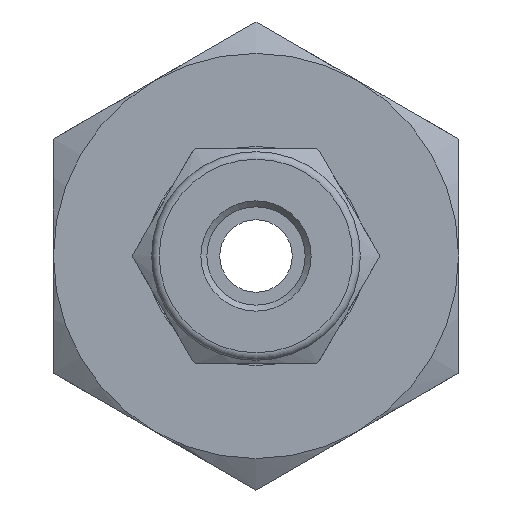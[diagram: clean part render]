
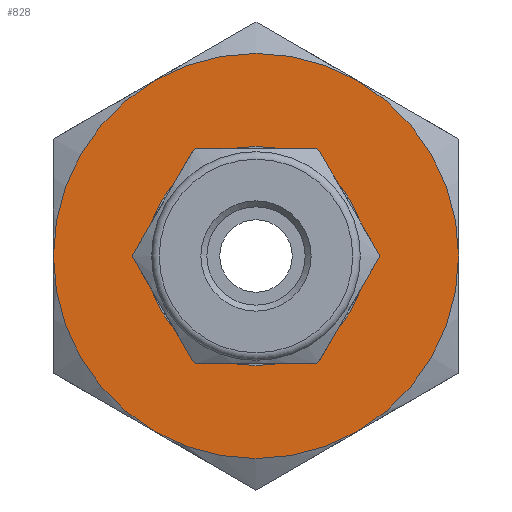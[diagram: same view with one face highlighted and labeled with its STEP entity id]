
A CAD part, left-side view. The second image highlights one B-rep face of the part: STEP entity #828.
In plain terms, the highlighted planar face has unit normal (-1, 0, 0).
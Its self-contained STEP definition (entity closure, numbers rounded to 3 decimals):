
#22=FACE_BOUND('',#204,.T.);
#60=CIRCLE('',#907,5.9);
#80=CIRCLE('',#944,13.494);
#144=FACE_OUTER_BOUND('',#203,.T.);
#203=EDGE_LOOP('',(#690));
#204=EDGE_LOOP('',(#691));
#367=VERTEX_POINT('',#1355);
#384=VERTEX_POINT('',#1419);
#459=EDGE_CURVE('',#367,#367,#60,.T.);
#489=EDGE_CURVE('',#384,#384,#80,.T.);
#690=ORIENTED_EDGE('',*,*,#489,.F.);
#691=ORIENTED_EDGE('',*,*,#459,.T.);
#785=PLANE('',#943);
#828=ADVANCED_FACE('',(#144,#22),#785,.T.);
#907=AXIS2_PLACEMENT_3D('',#1356,#1073,#1074);
#943=AXIS2_PLACEMENT_3D('',#1418,#1155,#1156);
#944=AXIS2_PLACEMENT_3D('',#1420,#1157,#1158);
#1073=DIRECTION('center_axis',(1.,0.,0.));
#1074=DIRECTION('ref_axis',(0.,1.,0.));
#1155=DIRECTION('center_axis',(-1.,0.,0.));
#1156=DIRECTION('ref_axis',(0.,0.,1.));
#1157=DIRECTION('center_axis',(1.,0.,0.));
#1158=DIRECTION('ref_axis',(0.,1.,0.));
#1355=CARTESIAN_POINT('',(17.844,-5.9,0.));
#1356=CARTESIAN_POINT('Origin',(17.844,0.,
0.));
#1418=CARTESIAN_POINT('Origin',(17.844,9.072,0.));
#1419=CARTESIAN_POINT('',(17.844,-13.494,0.));
#1420=CARTESIAN_POINT('Origin',(17.844,0.,0.));
